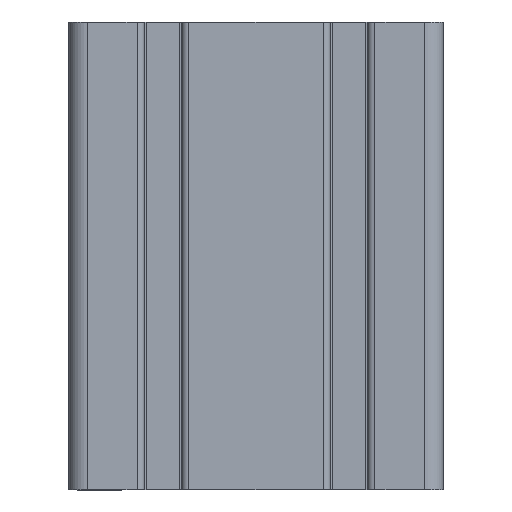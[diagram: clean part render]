
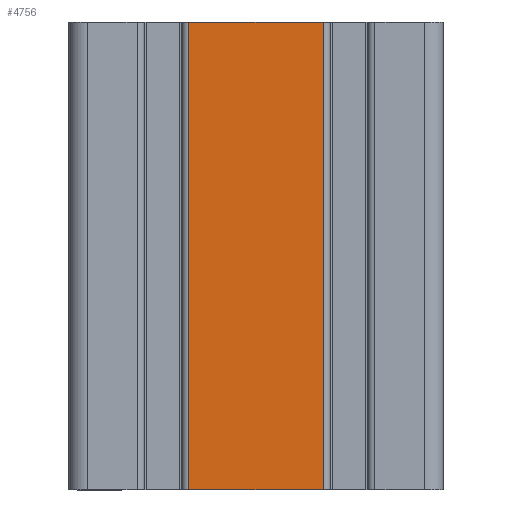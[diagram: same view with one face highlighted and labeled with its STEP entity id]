
A CAD part, front view. The second image highlights one B-rep face of the part: STEP entity #4756.
In plain terms, the highlighted planar face has unit normal (0, -1, 0).
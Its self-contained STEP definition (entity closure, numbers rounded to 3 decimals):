
#1216 = VERTEX_POINT('',#1217);
#1217 = CARTESIAN_POINT('',(14.4,-20.,0.));
#1224 = EDGE_CURVE('',#1216,#1225,#1227,.T.);
#1225 = VERTEX_POINT('',#1226);
#1226 = CARTESIAN_POINT('',(-14.4,-20.,0.));
#1227 = LINE('',#1228,#1229);
#1228 = CARTESIAN_POINT('',(36.,-20.,0.));
#1229 = VECTOR('',#1230,1.);
#1230 = DIRECTION('',(-1.,0.,0.));
#3132 = VERTEX_POINT('',#3133);
#3133 = CARTESIAN_POINT('',(14.4,-20.,100.));
#3140 = EDGE_CURVE('',#3132,#3141,#3143,.T.);
#3141 = VERTEX_POINT('',#3142);
#3142 = CARTESIAN_POINT('',(-14.4,-20.,100.));
#3143 = LINE('',#3144,#3145);
#3144 = CARTESIAN_POINT('',(36.,-20.,100.));
#3145 = VECTOR('',#3146,1.);
#3146 = DIRECTION('',(-1.,0.,0.));
#4729 = EDGE_CURVE('',#3141,#1225,#4730,.T.);
#4730 = LINE('',#4731,#4732);
#4731 = CARTESIAN_POINT('',(-14.4,-20.,100.));
#4732 = VECTOR('',#4733,1.);
#4733 = DIRECTION('',(0.,0.,-1.));
#4756 = ADVANCED_FACE('',(#4757),#4768,.T.);
#4757 = FACE_BOUND('',#4758,.T.);
#4758 = EDGE_LOOP('',(#4759,#4760,#4766,#4767));
#4759 = ORIENTED_EDGE('',*,*,#1224,.F.);
#4760 = ORIENTED_EDGE('',*,*,#4761,.F.);
#4761 = EDGE_CURVE('',#3132,#1216,#4762,.T.);
#4762 = LINE('',#4763,#4764);
#4763 = CARTESIAN_POINT('',(14.4,-20.,100.));
#4764 = VECTOR('',#4765,1.);
#4765 = DIRECTION('',(0.,0.,-1.));
#4766 = ORIENTED_EDGE('',*,*,#3140,.T.);
#4767 = ORIENTED_EDGE('',*,*,#4729,.T.);
#4768 = PLANE('',#4769);
#4769 = AXIS2_PLACEMENT_3D('',#4770,#4771,#4772);
#4770 = CARTESIAN_POINT('',(36.,-20.,0.));
#4771 = DIRECTION('',(0.,-1.,0.));
#4772 = DIRECTION('',(-1.,0.,0.));
